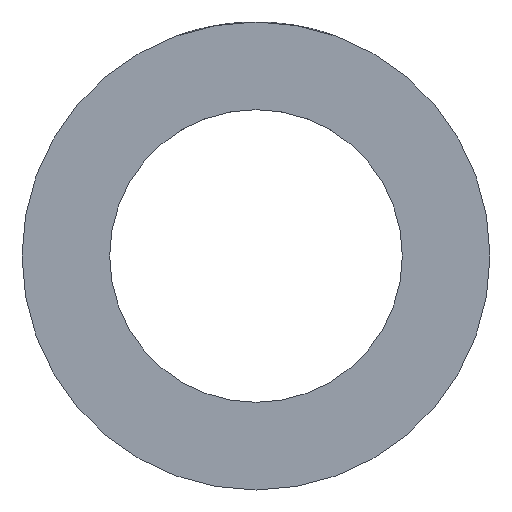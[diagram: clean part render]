
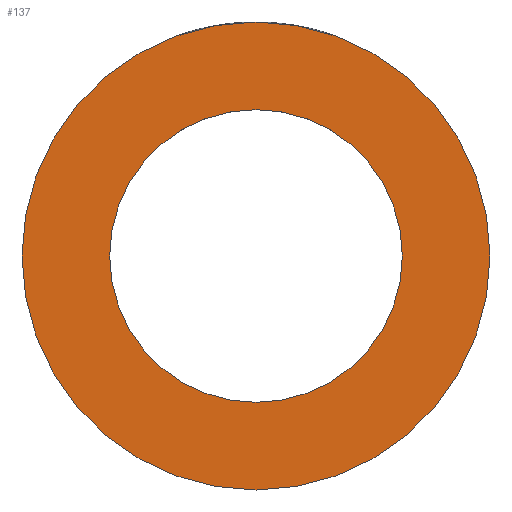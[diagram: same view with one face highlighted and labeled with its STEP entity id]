
A CAD part, front view. The second image highlights one B-rep face of the part: STEP entity #137.
In plain terms, the highlighted planar face has unit normal (0, -1, 0).
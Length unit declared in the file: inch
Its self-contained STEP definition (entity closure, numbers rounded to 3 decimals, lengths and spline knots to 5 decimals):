
#1 = AXIS2_PLACEMENT_3D ( 'NONE', #581, #578, #560 ) ;
#39 = EDGE_CURVE ( 'NONE', #530, #356, #284, .T. ) ;
#80 = DIRECTION ( 'NONE',  ( 0., 1., 0. ) ) ;
#89 = CIRCLE ( 'NONE', #369, 0.24985 ) ;
#91 = CIRCLE ( 'NONE', #317, 0.15625 ) ;
#93 = ORIENTED_EDGE ( 'NONE', *, *, #39, .F. ) ;
#97 = DIRECTION ( 'NONE',  ( 0., 0., 1. ) ) ;
#102 = DIRECTION ( 'NONE',  ( 0., 1., 0. ) ) ;
#114 = CARTESIAN_POINT ( 'NONE',  ( 0., 0., 0. ) ) ;
#123 = DIRECTION ( 'NONE',  ( 0., 0., -1. ) ) ;
#137 = ADVANCED_FACE ( 'NONE', ( #294, #239 ), #216, .F. ) ;
#157 = DIRECTION ( 'NONE',  ( 0., -1., 0. ) ) ;
#203 = CARTESIAN_POINT ( 'NONE',  ( 0., 0., 0. ) ) ;
#216 = PLANE ( 'NONE',  #377 ) ;
#239 = FACE_OUTER_BOUND ( 'NONE', #490, .T. ) ;
#284 = CIRCLE ( 'NONE', #1, 0.15625 ) ;
#287 = DIRECTION ( 'NONE',  ( 0., 1., 0. ) ) ;
#294 = FACE_BOUND ( 'NONE', #478, .T. ) ;
#304 = ORIENTED_EDGE ( 'NONE', *, *, #313, .F. ) ;
#305 = CIRCLE ( 'NONE', #507, 0.24985 ) ;
#308 = CARTESIAN_POINT ( 'NONE',  ( 0., 0., 0.24985 ) ) ;
#313 = EDGE_CURVE ( 'NONE', #356, #530, #91, .T. ) ;
#317 = AXIS2_PLACEMENT_3D ( 'NONE', #203, #157, #123 ) ;
#324 = VERTEX_POINT ( 'NONE', #558 ) ;
#356 = VERTEX_POINT ( 'NONE', #366 ) ;
#366 = CARTESIAN_POINT ( 'NONE',  ( 0., 0., 0.15625 ) ) ;
#369 = AXIS2_PLACEMENT_3D ( 'NONE', #399, #80, #451 ) ;
#377 = AXIS2_PLACEMENT_3D ( 'NONE', #114, #102, #97 ) ;
#399 = CARTESIAN_POINT ( 'NONE',  ( 0., 0., 0. ) ) ;
#400 = ORIENTED_EDGE ( 'NONE', *, *, #599, .F. ) ;
#449 = VERTEX_POINT ( 'NONE', #308 ) ;
#451 = DIRECTION ( 'NONE',  ( 0., 0., 1. ) ) ;
#466 = ORIENTED_EDGE ( 'NONE', *, *, #679, .F. ) ;
#478 = EDGE_LOOP ( 'NONE', ( #304, #93 ) ) ;
#490 = EDGE_LOOP ( 'NONE', ( #466, #400 ) ) ;
#507 = AXIS2_PLACEMENT_3D ( 'NONE', #605, #287, #657 ) ;
#530 = VERTEX_POINT ( 'NONE', #540 ) ;
#540 = CARTESIAN_POINT ( 'NONE',  ( 0., 0., -0.15625 ) ) ;
#558 = CARTESIAN_POINT ( 'NONE',  ( 0., 0., -0.24985 ) ) ;
#560 = DIRECTION ( 'NONE',  ( 0., 0., -1. ) ) ;
#578 = DIRECTION ( 'NONE',  ( 0., -1., 0. ) ) ;
#581 = CARTESIAN_POINT ( 'NONE',  ( 0., 0., 0. ) ) ;
#599 = EDGE_CURVE ( 'NONE', #449, #324, #305, .T. ) ;
#605 = CARTESIAN_POINT ( 'NONE',  ( 0., 0., 0. ) ) ;
#657 = DIRECTION ( 'NONE',  ( 0., 0., 1. ) ) ;
#679 = EDGE_CURVE ( 'NONE', #324, #449, #89, .T. ) ;
